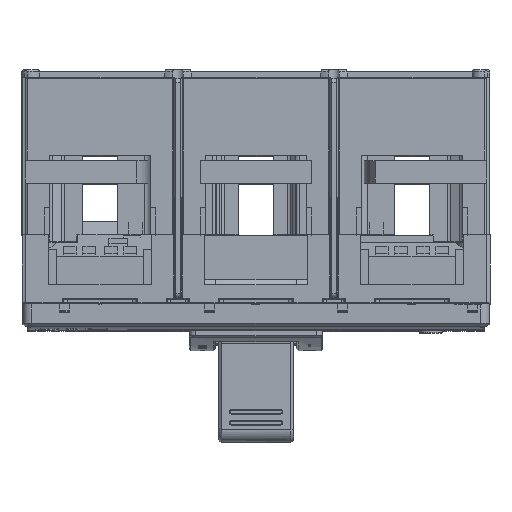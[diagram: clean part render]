
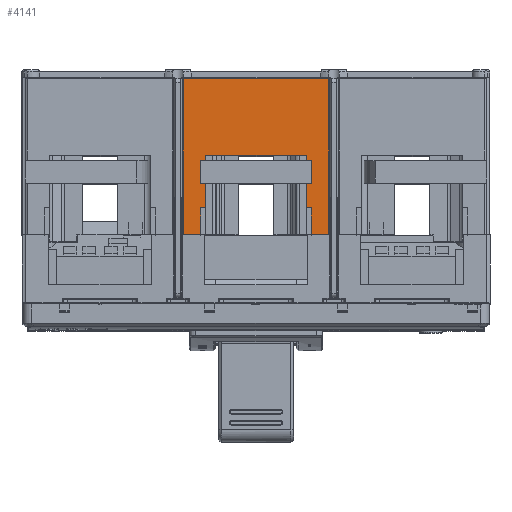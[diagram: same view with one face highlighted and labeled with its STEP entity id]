
A CAD part, top view. The second image highlights one B-rep face of the part: STEP entity #4141.
In plain terms, the highlighted planar face has unit normal (0, 0, 1).
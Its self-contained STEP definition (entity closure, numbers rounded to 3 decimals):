
#4141=ADVANCED_FACE('',(#11777),#8649,.T.);
#8649=PLANE('',#87631);
#11777=FACE_OUTER_BOUND('',#16161,.T.);
#16161=EDGE_LOOP('',(#25290,#25291,#25292,#25293,#25294,#25295,#25296,#25297,
#25298,#25299,#25300,#25301));
#25290=ORIENTED_EDGE('',*,*,#57693,.T.);
#25291=ORIENTED_EDGE('',*,*,#56965,.F.);
#25292=ORIENTED_EDGE('',*,*,#57694,.T.);
#25293=ORIENTED_EDGE('',*,*,#57695,.F.);
#25294=ORIENTED_EDGE('',*,*,#57696,.T.);
#25295=ORIENTED_EDGE('',*,*,#57697,.T.);
#25296=ORIENTED_EDGE('',*,*,#57698,.F.);
#25297=ORIENTED_EDGE('',*,*,#57699,.F.);
#25298=ORIENTED_EDGE('',*,*,#57700,.F.);
#25299=ORIENTED_EDGE('',*,*,#56987,.F.);
#25300=ORIENTED_EDGE('',*,*,#57701,.T.);
#25301=ORIENTED_EDGE('',*,*,#57702,.F.);
#48661=VERTEX_POINT('',#118209);
#48662=VERTEX_POINT('',#118211);
#48683=VERTEX_POINT('',#118255);
#48684=VERTEX_POINT('',#118256);
#49237=VERTEX_POINT('',#120031);
#49238=VERTEX_POINT('',#120033);
#49239=VERTEX_POINT('',#120035);
#49240=VERTEX_POINT('',#120037);
#49241=VERTEX_POINT('',#120039);
#49242=VERTEX_POINT('',#120041);
#49243=VERTEX_POINT('',#120043);
#49244=VERTEX_POINT('',#120046);
#56965=EDGE_CURVE('',#48661,#48662,#69208,.T.);
#56987=EDGE_CURVE('',#48683,#48684,#69220,.T.);
#57693=EDGE_CURVE('',#49237,#48662,#69729,.T.);
#57694=EDGE_CURVE('',#48661,#49238,#69730,.T.);
#57695=EDGE_CURVE('',#49239,#49238,#69731,.T.);
#57696=EDGE_CURVE('',#49239,#49240,#69732,.T.);
#57697=EDGE_CURVE('',#49240,#49241,#69733,.T.);
#57698=EDGE_CURVE('',#49242,#49241,#69734,.T.);
#57699=EDGE_CURVE('',#49243,#49242,#69735,.T.);
#57700=EDGE_CURVE('',#48684,#49243,#69736,.T.);
#57701=EDGE_CURVE('',#48683,#49244,#69737,.T.);
#57702=EDGE_CURVE('',#49237,#49244,#69738,.T.);
#69208=LINE('',#118210,#78314);
#69220=LINE('',#118254,#78326);
#69729=LINE('',#120030,#78835);
#69730=LINE('',#120032,#78836);
#69731=LINE('',#120034,#78837);
#69732=LINE('',#120036,#78838);
#69733=LINE('',#120038,#78839);
#69734=LINE('',#120040,#78840);
#69735=LINE('',#120042,#78841);
#69736=LINE('',#120044,#78842);
#69737=LINE('',#120045,#78843);
#69738=LINE('',#120047,#78844);
#78314=VECTOR('',#94966,1.);
#78326=VECTOR('',#95000,1.);
#78835=VECTOR('',#96217,1.);
#78836=VECTOR('',#96218,1.);
#78837=VECTOR('',#96219,1.);
#78838=VECTOR('',#96220,1.);
#78839=VECTOR('',#96221,1.);
#78840=VECTOR('',#96222,1.);
#78841=VECTOR('',#96223,1.);
#78842=VECTOR('',#96224,1.);
#78843=VECTOR('',#96225,1.);
#78844=VECTOR('',#96226,1.);
#87631=AXIS2_PLACEMENT_3D('',#120048,#96227,#96228);
#94966=DIRECTION('',(-1.,0.,0.));
#95000=DIRECTION('',(-1.,0.,0.));
#96217=DIRECTION('',(0.,-1.,0.));
#96218=DIRECTION('',(0.,1.,0.));
#96219=DIRECTION('',(-1.,0.,0.));
#96220=DIRECTION('',(0.,1.,0.));
#96221=DIRECTION('',(1.,0.,0.));
#96222=DIRECTION('',(0.,1.,0.));
#96223=DIRECTION('',(-1.,0.,0.));
#96224=DIRECTION('',(0.,1.,0.));
#96225=DIRECTION('',(0.,1.,0.));
#96226=DIRECTION('',(1.,0.,0.));
#96227=DIRECTION('',(0.,0.,1.));
#96228=DIRECTION('',(-1.,0.,0.));
#118209=CARTESIAN_POINT('',(380.25,3.,0.));
#118210=CARTESIAN_POINT('',(380.25,3.,0.));
#118211=CARTESIAN_POINT('',(372.25,3.,0.));
#118254=CARTESIAN_POINT('',(437.75,3.,0.));
#118255=CARTESIAN_POINT('',(437.75,3.,0.));
#118256=CARTESIAN_POINT('',(429.75,3.,0.));
#120030=CARTESIAN_POINT('',(372.25,73.,0.));
#120031=CARTESIAN_POINT('',(372.25,73.,0.));
#120032=CARTESIAN_POINT('',(380.25,3.,0.));
#120033=CARTESIAN_POINT('',(380.25,15.,0.));
#120034=CARTESIAN_POINT('',(382.5,15.,0.));
#120035=CARTESIAN_POINT('',(382.5,15.,0.));
#120036=CARTESIAN_POINT('',(382.5,15.,0.));
#120037=CARTESIAN_POINT('',(382.5,38.5,0.));
#120038=CARTESIAN_POINT('',(382.5,38.5,0.));
#120039=CARTESIAN_POINT('',(427.5,38.5,0.));
#120040=CARTESIAN_POINT('',(427.5,15.,0.));
#120041=CARTESIAN_POINT('',(427.5,15.,0.));
#120042=CARTESIAN_POINT('',(429.75,15.,0.));
#120043=CARTESIAN_POINT('',(429.75,15.,0.));
#120044=CARTESIAN_POINT('',(429.75,3.,0.));
#120045=CARTESIAN_POINT('',(437.75,3.,0.));
#120046=CARTESIAN_POINT('',(437.75,73.,0.));
#120047=CARTESIAN_POINT('',(372.25,73.,0.));
#120048=CARTESIAN_POINT('',(300.,3.,0.));
